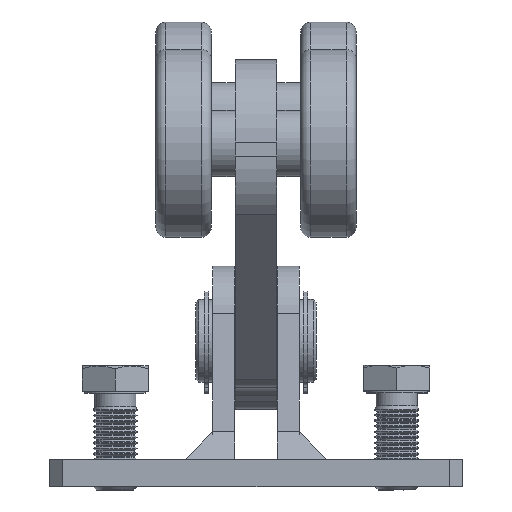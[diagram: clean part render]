
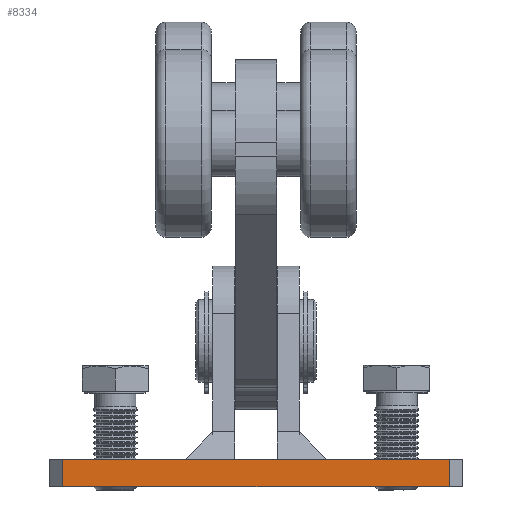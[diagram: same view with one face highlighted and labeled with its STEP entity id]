
A CAD part, left-side view. The second image highlights one B-rep face of the part: STEP entity #8334.
In plain terms, the highlighted planar face has unit normal (-1, 0, 0).
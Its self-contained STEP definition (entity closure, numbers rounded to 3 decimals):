
#866=PLANE('',#9513);
#1373=FACE_OUTER_BOUND('',#1879,.T.);
#1879=EDGE_LOOP('',(#7796,#7797,#7798,#7799));
#2318=LINE('',#15465,#2813);
#2338=LINE('',#15548,#2833);
#2339=LINE('',#15551,#2834);
#2382=LINE('',#15670,#2877);
#2813=VECTOR('',#11470,10.);
#2833=VECTOR('',#11540,10.);
#2834=VECTOR('',#11543,10.);
#2877=VECTOR('',#11680,10.);
#4179=VERTEX_POINT('',#15462);
#4180=VERTEX_POINT('',#15464);
#4218=VERTEX_POINT('',#15546);
#4219=VERTEX_POINT('',#15550);
#5344=EDGE_CURVE('',#4180,#4179,#2318,.T.);
#5386=EDGE_CURVE('',#4218,#4179,#2338,.T.);
#5387=EDGE_CURVE('',#4180,#4219,#2339,.T.);
#5447=EDGE_CURVE('',#4218,#4219,#2382,.T.);
#7796=ORIENTED_EDGE('',*,*,#5386,.F.);
#7797=ORIENTED_EDGE('',*,*,#5447,.T.);
#7798=ORIENTED_EDGE('',*,*,#5387,.F.);
#7799=ORIENTED_EDGE('',*,*,#5344,.T.);
#8334=ADVANCED_FACE('',(#1373),#866,.T.);
#9513=AXIS2_PLACEMENT_3D('',#15669,#11678,#11679);
#11470=DIRECTION('',(0.,1.,0.));
#11540=DIRECTION('',(0.,0.,1.));
#11543=DIRECTION('',(0.,0.,-1.));
#11678=DIRECTION('center_axis',(-1.,0.,0.));
#11679=DIRECTION('ref_axis',(0.,0.,1.));
#11680=DIRECTION('',(0.,-1.,0.));
#15462=CARTESIAN_POINT('',(-150.,70.,10.));
#15464=CARTESIAN_POINT('',(-150.,-70.,10.));
#15465=CARTESIAN_POINT('',(-150.,75.,10.));
#15546=CARTESIAN_POINT('',(-150.,70.,0.));
#15548=CARTESIAN_POINT('',(-150.,70.,0.));
#15550=CARTESIAN_POINT('',(-150.,-70.,0.));
#15551=CARTESIAN_POINT('',(-150.,-70.,0.));
#15669=CARTESIAN_POINT('Origin',(-150.,-75.,0.));
#15670=CARTESIAN_POINT('',(-150.,75.,0.));
